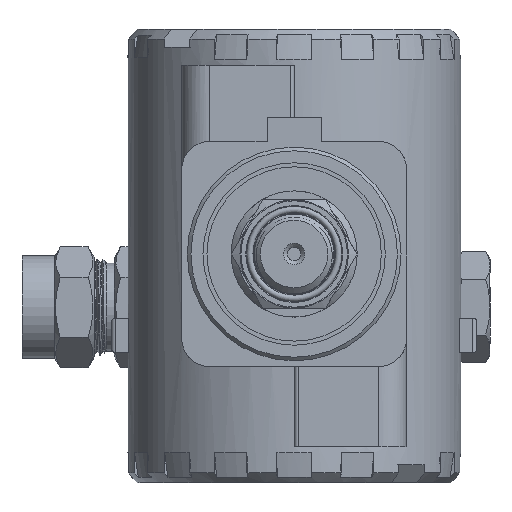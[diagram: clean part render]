
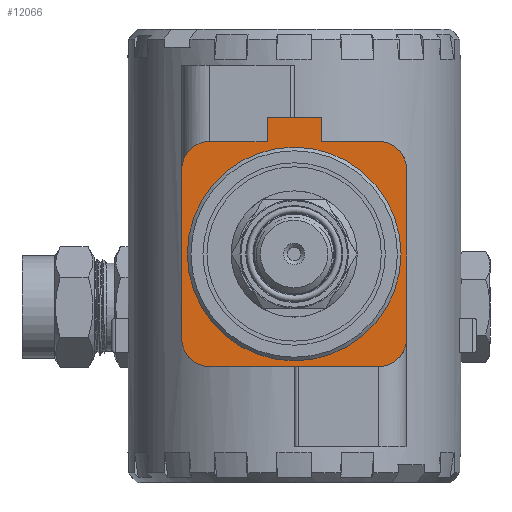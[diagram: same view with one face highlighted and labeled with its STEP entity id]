
A CAD part, front view. The second image highlights one B-rep face of the part: STEP entity #12066.
In plain terms, the highlighted planar face has unit normal (0, -1, 0).
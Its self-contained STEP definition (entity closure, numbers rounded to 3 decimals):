
#821=FACE_BOUND('',#2080,.T.);
#964=PLANE('',#13015);
#1382=FACE_OUTER_BOUND('',#2079,.T.);
#2079=EDGE_LOOP('',(#8867,#8868,#8869,#8870,#8871,#8872,#8873,#8874,#8875,
#8876,#8877,#8878));
#2080=EDGE_LOOP('',(#8879));
#2882=LINE('',#19797,#3844);
#2883=LINE('',#19801,#3845);
#2884=LINE('',#19803,#3846);
#2885=LINE('',#19805,#3847);
#2886=LINE('',#19807,#3848);
#2887=LINE('',#19809,#3849);
#2888=LINE('',#19813,#3850);
#2889=LINE('',#19817,#3851);
#3844=VECTOR('',#14604,1.);
#3845=VECTOR('',#14607,1.);
#3846=VECTOR('',#14608,1.);
#3847=VECTOR('',#14609,1.);
#3848=VECTOR('',#14610,1.);
#3849=VECTOR('',#14611,1.);
#3850=VECTOR('',#14614,1.);
#3851=VECTOR('',#14617,1.);
#4730=CIRCLE('',#13016,7.);
#4731=CIRCLE('',#13017,7.);
#4732=CIRCLE('',#13018,7.);
#4733=CIRCLE('',#13019,7.);
#4734=CIRCLE('',#13020,26.348);
#5257=VERTEX_POINT('',#19795);
#5258=VERTEX_POINT('',#19796);
#5259=VERTEX_POINT('',#19798);
#5260=VERTEX_POINT('',#19800);
#5261=VERTEX_POINT('',#19802);
#5262=VERTEX_POINT('',#19804);
#5263=VERTEX_POINT('',#19806);
#5264=VERTEX_POINT('',#19808);
#5265=VERTEX_POINT('',#19810);
#5266=VERTEX_POINT('',#19812);
#5267=VERTEX_POINT('',#19814);
#5268=VERTEX_POINT('',#19816);
#5269=VERTEX_POINT('',#19819);
#6664=EDGE_CURVE('',#5257,#5258,#2882,.F.);
#6665=EDGE_CURVE('',#5259,#5258,#4730,.F.);
#6666=EDGE_CURVE('',#5259,#5260,#2883,.T.);
#6667=EDGE_CURVE('',#5260,#5261,#2884,.T.);
#6668=EDGE_CURVE('',#5262,#5261,#2885,.F.);
#6669=EDGE_CURVE('',#5263,#5262,#2886,.T.);
#6670=EDGE_CURVE('',#5263,#5264,#2887,.T.);
#6671=EDGE_CURVE('',#5265,#5264,#4731,.F.);
#6672=EDGE_CURVE('',#5265,#5266,#2888,.F.);
#6673=EDGE_CURVE('',#5267,#5266,#4732,.F.);
#6674=EDGE_CURVE('',#5267,#5268,#2889,.T.);
#6675=EDGE_CURVE('',#5257,#5268,#4733,.F.);
#6676=EDGE_CURVE('',#5269,#5269,#4734,.T.);
#8867=ORIENTED_EDGE('',*,*,#6664,.T.);
#8868=ORIENTED_EDGE('',*,*,#6665,.F.);
#8869=ORIENTED_EDGE('',*,*,#6666,.T.);
#8870=ORIENTED_EDGE('',*,*,#6667,.T.);
#8871=ORIENTED_EDGE('',*,*,#6668,.F.);
#8872=ORIENTED_EDGE('',*,*,#6669,.F.);
#8873=ORIENTED_EDGE('',*,*,#6670,.T.);
#8874=ORIENTED_EDGE('',*,*,#6671,.F.);
#8875=ORIENTED_EDGE('',*,*,#6672,.T.);
#8876=ORIENTED_EDGE('',*,*,#6673,.F.);
#8877=ORIENTED_EDGE('',*,*,#6674,.T.);
#8878=ORIENTED_EDGE('',*,*,#6675,.F.);
#8879=ORIENTED_EDGE('',*,*,#6676,.T.);
#12066=ADVANCED_FACE('',(#1382,#821),#964,.T.);
#13015=AXIS2_PLACEMENT_3D('',#19794,#14602,#14603);
#13016=AXIS2_PLACEMENT_3D('',#19799,#14605,#14606);
#13017=AXIS2_PLACEMENT_3D('',#19811,#14612,#14613);
#13018=AXIS2_PLACEMENT_3D('',#19815,#14615,#14616);
#13019=AXIS2_PLACEMENT_3D('',#19818,#14618,#14619);
#13020=AXIS2_PLACEMENT_3D('',#19820,#14620,#14621);
#14602=DIRECTION('center_axis',(0.,-1.,0.));
#14603=DIRECTION('ref_axis',(1.,0.,0.));
#14604=DIRECTION('',(1.,0.,0.));
#14605=DIRECTION('center_axis',(0.,-1.,0.));
#14606=DIRECTION('ref_axis',(0.,0.,1.));
#14607=DIRECTION('',(0.,0.,-1.));
#14608=DIRECTION('',(-1.,0.,0.));
#14609=DIRECTION('',(0.,0.,-1.));
#14610=DIRECTION('',(-1.,0.,0.));
#14611=DIRECTION('',(0.,0.,-1.));
#14612=DIRECTION('center_axis',(0.,-1.,0.));
#14613=DIRECTION('ref_axis',(0.,0.,1.));
#14614=DIRECTION('',(-1.,0.,0.));
#14615=DIRECTION('center_axis',(0.,-1.,0.));
#14616=DIRECTION('ref_axis',(0.,0.,1.));
#14617=DIRECTION('',(0.,0.,1.));
#14618=DIRECTION('center_axis',(0.,-1.,0.));
#14619=DIRECTION('ref_axis',(0.,0.,1.));
#14620=DIRECTION('center_axis',(0.,1.,0.));
#14621=DIRECTION('ref_axis',(1.,0.,0.));
#19794=CARTESIAN_POINT('Origin',(0.,-54.5,0.));
#19795=CARTESIAN_POINT('',(68.,-54.5,28.));
#19796=CARTESIAN_POINT('',(26.,-54.5,28.));
#19797=CARTESIAN_POINT('',(47.,-54.5,28.));
#19798=CARTESIAN_POINT('',(19.,-54.5,21.));
#19799=CARTESIAN_POINT('Origin',(26.,-54.5,21.));
#19800=CARTESIAN_POINT('',(19.,-54.5,6.75));
#19801=CARTESIAN_POINT('',(19.,-54.5,13.875));
#19802=CARTESIAN_POINT('',(13.,-54.5,6.75));
#19803=CARTESIAN_POINT('',(16.,-54.5,6.75));
#19804=CARTESIAN_POINT('',(13.,-54.5,-6.75));
#19805=CARTESIAN_POINT('',(13.,-54.5,0.));
#19806=CARTESIAN_POINT('',(19.,-54.5,-6.75));
#19807=CARTESIAN_POINT('',(16.,-54.5,-6.75));
#19808=CARTESIAN_POINT('',(19.,-54.5,-21.));
#19809=CARTESIAN_POINT('',(19.,-54.5,-13.875));
#19810=CARTESIAN_POINT('',(26.,-54.5,-28.));
#19811=CARTESIAN_POINT('Origin',(26.,-54.5,-21.));
#19812=CARTESIAN_POINT('',(68.,-54.5,-28.));
#19813=CARTESIAN_POINT('',(47.,-54.5,-28.));
#19814=CARTESIAN_POINT('',(75.,-54.5,-21.));
#19815=CARTESIAN_POINT('Origin',(68.,-54.5,-21.));
#19816=CARTESIAN_POINT('',(75.,-54.5,21.));
#19817=CARTESIAN_POINT('',(75.,-54.5,0.));
#19818=CARTESIAN_POINT('Origin',(68.,-54.5,21.));
#19819=CARTESIAN_POINT('',(20.652,-54.5,0.));
#19820=CARTESIAN_POINT('Origin',(47.,-54.5,0.));
